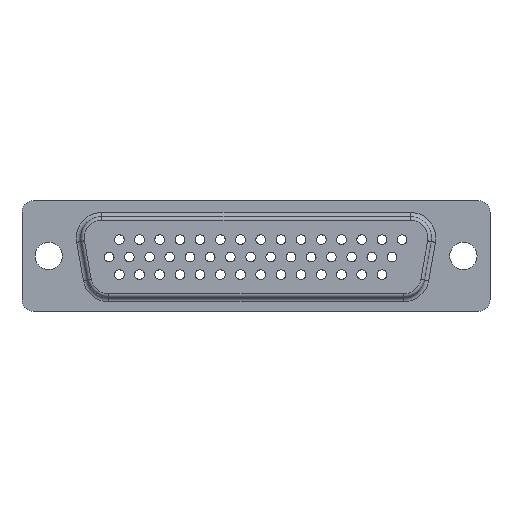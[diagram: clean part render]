
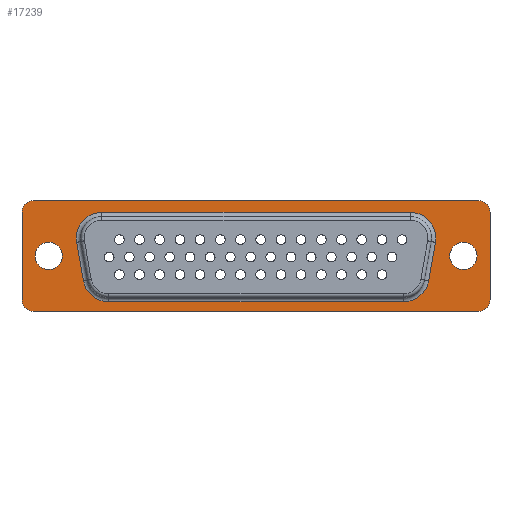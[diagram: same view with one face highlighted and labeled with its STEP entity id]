
A CAD part, top view. The second image highlights one B-rep face of the part: STEP entity #17239.
In plain terms, the highlighted planar face has unit normal (0, 0, 1).
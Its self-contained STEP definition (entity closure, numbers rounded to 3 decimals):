
#7097=CARTESIAN_POINT('',(23.5,0.145,0.61));
#7098=DIRECTION('',(0.,0.,-1.));
#7099=DIRECTION('',(1.,0.,0.));
#7100=AXIS2_PLACEMENT_3D('',#7097,#7098,#7099);
#7105=CARTESIAN_POINT('',(23.5,0.145,0.61));
#7106=DIRECTION('',(0.,0.,-1.));
#7107=DIRECTION('',(-1.,0.,0.));
#7108=AXIS2_PLACEMENT_3D('',#7105,#7106,#7107);
#7113=CARTESIAN_POINT('',(-23.5,0.145,0.61));
#7114=DIRECTION('',(0.,0.,-1.));
#7115=DIRECTION('',(1.,0.,0.));
#7116=AXIS2_PLACEMENT_3D('',#7113,#7114,#7115);
#7121=CARTESIAN_POINT('',(-23.5,0.145,0.61));
#7122=DIRECTION('',(0.,0.,-1.));
#7123=DIRECTION('',(-1.,0.,0.));
#7124=AXIS2_PLACEMENT_3D('',#7121,#7122,#7123);
#7129=DIRECTION('',(-1.,0.,0.));
#7130=VECTOR('',#7129,34.96);
#7131=CARTESIAN_POINT('',(17.48,5.08,0.61));
#7132=LINE('',#7131,#7130);
#7136=CARTESIAN_POINT('',(-17.48,2.18,0.61));
#7137=DIRECTION('',(0.,0.,1.));
#7138=DIRECTION('',(0.,1.,0.));
#7139=AXIS2_PLACEMENT_3D('',#7136,#7137,#7138);
#7144=DIRECTION('',(0.174,-0.985,0.));
#7145=VECTOR('',#7144,4.427);
#7146=CARTESIAN_POINT('',(-20.336,1.676,0.61));
#7147=LINE('',#7146,#7145);
#7151=CARTESIAN_POINT('',(-16.711,-2.18,0.61));
#7152=DIRECTION('',(0.,0.,1.));
#7153=DIRECTION('',(-0.985,-0.174,0.));
#7154=AXIS2_PLACEMENT_3D('',#7151,#7152,#7153);
#7159=DIRECTION('',(1.,0.,0.));
#7160=VECTOR('',#7159,33.422);
#7161=CARTESIAN_POINT('',(-16.711,-5.08,0.61));
#7162=LINE('',#7161,#7160);
#7166=CARTESIAN_POINT('',(16.711,-2.18,0.61));
#7167=DIRECTION('',(0.,0.,1.));
#7168=DIRECTION('',(0.,-1.,0.));
#7169=AXIS2_PLACEMENT_3D('',#7166,#7167,#7168);
#7174=DIRECTION('',(0.174,0.985,0.));
#7175=VECTOR('',#7174,4.427);
#7176=CARTESIAN_POINT('',(19.567,-2.684,0.61));
#7177=LINE('',#7176,#7175);
#7181=CARTESIAN_POINT('',(17.48,2.18,0.61));
#7182=DIRECTION('',(0.,0.,1.));
#7183=DIRECTION('',(0.985,-0.174,0.));
#7184=AXIS2_PLACEMENT_3D('',#7181,#7182,#7183);
#7189=CARTESIAN_POINT('',(-25.23,-4.845,0.61));
#7190=DIRECTION('',(0.,0.,1.));
#7191=DIRECTION('',(-1.,0.,0.));
#7192=AXIS2_PLACEMENT_3D('',#7189,#7190,#7191);
#7197=CARTESIAN_POINT('',(-25.23,5.105,0.61));
#7198=DIRECTION('',(0.,0.,1.));
#7199=DIRECTION('',(0.,1.,0.));
#7200=AXIS2_PLACEMENT_3D('',#7197,#7198,#7199);
#7205=CARTESIAN_POINT('',(25.22,5.105,0.61));
#7206=DIRECTION('',(0.,0.,1.));
#7207=DIRECTION('',(1.,0.,0.));
#7208=AXIS2_PLACEMENT_3D('',#7205,#7206,#7207);
#7213=CARTESIAN_POINT('',(25.22,-4.845,0.61));
#7214=DIRECTION('',(0.,0.,1.));
#7215=DIRECTION('',(0.,-1.,0.));
#7216=AXIS2_PLACEMENT_3D('',#7213,#7214,#7215);
#9036=DIRECTION('',(1.,0.,0.));
#9037=VECTOR('',#9036,50.45);
#9038=CARTESIAN_POINT('',(-25.23,-6.145,0.61));
#9039=LINE('',#9038,#9037);
#9064=DIRECTION('',(0.,1.,0.));
#9065=VECTOR('',#9064,9.95);
#9066=CARTESIAN_POINT('',(26.52,-4.845,0.61));
#9067=LINE('',#9066,#9065);
#9106=DIRECTION('',(-1.,0.,0.));
#9107=VECTOR('',#9106,50.45);
#9108=CARTESIAN_POINT('',(25.22,6.405,0.61));
#9109=LINE('',#9108,#9107);
#9127=DIRECTION('',(0.,-1.,0.));
#9128=VECTOR('',#9127,9.95);
#9129=CARTESIAN_POINT('',(-26.53,5.105,0.61));
#9130=LINE('',#9129,#9128);
#10722=CARTESIAN_POINT('',(17.48,5.08,0.61));
#10723=CARTESIAN_POINT('',(-17.48,5.08,0.61));
#10724=VERTEX_POINT('',#10722);
#10725=VERTEX_POINT('',#10723);
#10730=CARTESIAN_POINT('',(-20.336,1.676,0.61));
#10731=VERTEX_POINT('',#10730);
#10734=CARTESIAN_POINT('',(-19.567,-2.684,0.61));
#10735=VERTEX_POINT('',#10734);
#10738=CARTESIAN_POINT('',(-16.711,-5.08,0.61));
#10739=VERTEX_POINT('',#10738);
#10742=CARTESIAN_POINT('',(16.711,-5.08,0.61));
#10743=VERTEX_POINT('',#10742);
#10746=CARTESIAN_POINT('',(19.567,-2.684,0.61));
#10747=VERTEX_POINT('',#10746);
#10750=CARTESIAN_POINT('',(20.336,1.676,0.61));
#10751=VERTEX_POINT('',#10750);
#10754=CARTESIAN_POINT('',(25.05,0.145,0.61));
#10755=CARTESIAN_POINT('',(21.95,0.145,0.61));
#10756=VERTEX_POINT('',#10754);
#10757=VERTEX_POINT('',#10755);
#10758=CARTESIAN_POINT('',(-21.95,0.145,0.61));
#10759=CARTESIAN_POINT('',(-25.05,0.145,0.61));
#10760=VERTEX_POINT('',#10758);
#10761=VERTEX_POINT('',#10759);
#10762=CARTESIAN_POINT('',(-26.53,-4.845,0.61));
#10763=CARTESIAN_POINT('',(-25.23,-6.145,0.61));
#10764=VERTEX_POINT('',#10762);
#10765=VERTEX_POINT('',#10763);
#10770=CARTESIAN_POINT('',(-25.23,6.405,0.61));
#10771=CARTESIAN_POINT('',(-26.53,5.105,0.61));
#10772=VERTEX_POINT('',#10770);
#10773=VERTEX_POINT('',#10771);
#10778=CARTESIAN_POINT('',(25.22,-6.145,0.61));
#10779=CARTESIAN_POINT('',(26.52,-4.845,0.61));
#10780=VERTEX_POINT('',#10778);
#10781=VERTEX_POINT('',#10779);
#10786=CARTESIAN_POINT('',(26.52,5.105,0.61));
#10787=CARTESIAN_POINT('',(25.22,6.405,0.61));
#10788=VERTEX_POINT('',#10786);
#10789=VERTEX_POINT('',#10787);
#17188=CARTESIAN_POINT('',(-25.23,5.09,0.61));
#17189=DIRECTION('',(0.,0.,-1.));
#17190=DIRECTION('',(1.,0.,0.));
#17191=AXIS2_PLACEMENT_3D('',#17188,#17189,#17190);
#17192=PLANE('',#17191);
#17194=ORIENTED_EDGE('',*,*,#17193,.F.);
#17196=ORIENTED_EDGE('',*,*,#17195,.F.);
#17198=ORIENTED_EDGE('',*,*,#17197,.F.);
#17200=ORIENTED_EDGE('',*,*,#17199,.F.);
#17202=ORIENTED_EDGE('',*,*,#17201,.F.);
#17204=ORIENTED_EDGE('',*,*,#17203,.F.);
#17206=ORIENTED_EDGE('',*,*,#17205,.F.);
#17208=ORIENTED_EDGE('',*,*,#17207,.F.);
#17209=EDGE_LOOP('',(#17194,#17196,#17198,#17200,#17202,#17204,#17206,#17208));
#17210=FACE_OUTER_BOUND('',#17209,.F.);
#17211=ORIENTED_EDGE('',*,*,#17170,.F.);
#17212=ORIENTED_EDGE('',*,*,#17183,.F.);
#17213=EDGE_LOOP('',(#17211,#17212));
#17214=FACE_BOUND('',#17213,.F.);
#17216=ORIENTED_EDGE('',*,*,#17215,.T.);
#17218=ORIENTED_EDGE('',*,*,#17217,.T.);
#17220=ORIENTED_EDGE('',*,*,#17219,.T.);
#17222=ORIENTED_EDGE('',*,*,#17221,.T.);
#17224=ORIENTED_EDGE('',*,*,#17223,.T.);
#17226=ORIENTED_EDGE('',*,*,#17225,.T.);
#17228=ORIENTED_EDGE('',*,*,#17227,.T.);
#17230=ORIENTED_EDGE('',*,*,#17229,.T.);
#17231=EDGE_LOOP('',(#17216,#17218,#17220,#17222,#17224,#17226,#17228,#17230));
#17232=FACE_BOUND('',#17231,.F.);
#17234=ORIENTED_EDGE('',*,*,#17233,.F.);
#17236=ORIENTED_EDGE('',*,*,#17235,.F.);
#17237=EDGE_LOOP('',(#17234,#17236));
#17238=FACE_BOUND('',#17237,.F.);
#7101=CIRCLE('',#7100,1.55);
#7109=CIRCLE('',#7108,1.55);
#7117=CIRCLE('',#7116,1.55);
#7125=CIRCLE('',#7124,1.55);
#7140=CIRCLE('',#7139,2.9);
#7155=CIRCLE('',#7154,2.9);
#7170=CIRCLE('',#7169,2.9);
#7185=CIRCLE('',#7184,2.9);
#7193=CIRCLE('',#7192,1.3);
#7201=CIRCLE('',#7200,1.3);
#7209=CIRCLE('',#7208,1.3);
#7217=CIRCLE('',#7216,1.3);
#17170=EDGE_CURVE('',#10760,#10761,#7117,.T.);
#17183=EDGE_CURVE('',#10761,#10760,#7125,.T.);
#17193=EDGE_CURVE('',#10764,#10765,#7193,.T.);
#17195=EDGE_CURVE('',#10773,#10764,#9130,.T.);
#17197=EDGE_CURVE('',#10772,#10773,#7201,.T.);
#17199=EDGE_CURVE('',#10789,#10772,#9109,.T.);
#17201=EDGE_CURVE('',#10788,#10789,#7209,.T.);
#17203=EDGE_CURVE('',#10781,#10788,#9067,.T.);
#17205=EDGE_CURVE('',#10780,#10781,#7217,.T.);
#17207=EDGE_CURVE('',#10765,#10780,#9039,.T.);
#17215=EDGE_CURVE('',#10724,#10725,#7132,.T.);
#17217=EDGE_CURVE('',#10725,#10731,#7140,.T.);
#17219=EDGE_CURVE('',#10731,#10735,#7147,.T.);
#17221=EDGE_CURVE('',#10735,#10739,#7155,.T.);
#17223=EDGE_CURVE('',#10739,#10743,#7162,.T.);
#17225=EDGE_CURVE('',#10743,#10747,#7170,.T.);
#17227=EDGE_CURVE('',#10747,#10751,#7177,.T.);
#17229=EDGE_CURVE('',#10751,#10724,#7185,.T.);
#17233=EDGE_CURVE('',#10756,#10757,#7101,.T.);
#17235=EDGE_CURVE('',#10757,#10756,#7109,.T.);
#17239=ADVANCED_FACE('',(#17210,#17214,#17232,#17238),#17192,.F.);
